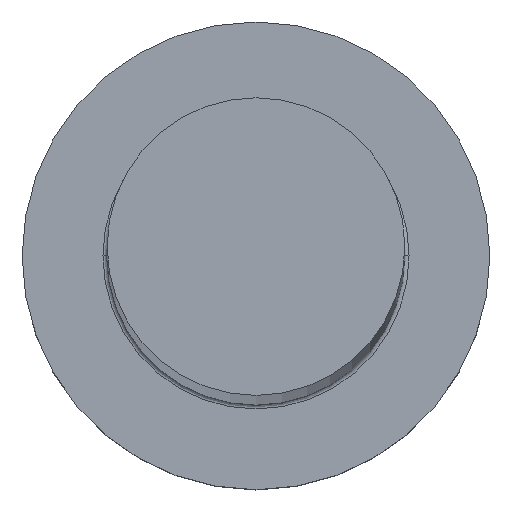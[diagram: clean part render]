
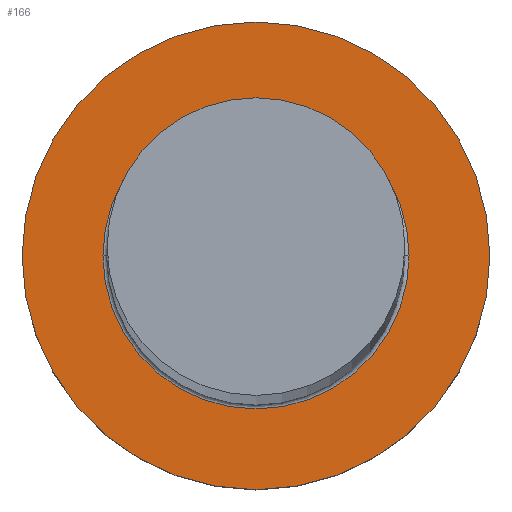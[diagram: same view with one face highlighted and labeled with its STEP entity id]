
A CAD part, top view. The second image highlights one B-rep face of the part: STEP entity #166.
In plain terms, the highlighted planar face has unit normal (0, 0, 1).
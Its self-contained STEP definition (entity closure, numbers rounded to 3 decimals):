
#3 = CIRCLE ( 'NONE', #146, 11. ) ;
#8 = VERTEX_POINT ( 'NONE', #100 ) ;
#13 = EDGE_CURVE ( 'NONE', #131, #155, #53, .T. ) ;
#16 = AXIS2_PLACEMENT_3D ( 'NONE', #302, #90, #282 ) ;
#25 = AXIS2_PLACEMENT_3D ( 'NONE', #119, #303, #93 ) ;
#28 = DIRECTION ( 'NONE',  ( 1., 0., 0. ) ) ;
#30 = DIRECTION ( 'NONE',  ( 0., 0., 1. ) ) ;
#41 = CIRCLE ( 'NONE', #201, 11. ) ;
#44 = CARTESIAN_POINT ( 'NONE',  ( 7.2, 0., 7. ) ) ;
#46 = PLANE ( 'NONE',  #16 ) ;
#49 = CARTESIAN_POINT ( 'NONE',  ( 0., 0., 7. ) ) ;
#53 = CIRCLE ( 'NONE', #225, 7.2 ) ;
#68 = EDGE_CURVE ( 'NONE', #8, #81, #41, .T. ) ;
#75 = DIRECTION ( 'NONE',  ( 0., 0., -1. ) ) ;
#81 = VERTEX_POINT ( 'NONE', #266 ) ;
#87 = CIRCLE ( 'NONE', #25, 7.2 ) ;
#90 = DIRECTION ( 'NONE',  ( 0., 0., 1. ) ) ;
#93 = DIRECTION ( 'NONE',  ( 1., 0., 0. ) ) ;
#100 = CARTESIAN_POINT ( 'NONE',  ( -11., 0., 7. ) ) ;
#101 = ORIENTED_EDGE ( 'NONE', *, *, #203, .T. ) ;
#119 = CARTESIAN_POINT ( 'NONE',  ( 0., 0., 7. ) ) ;
#131 = VERTEX_POINT ( 'NONE', #147 ) ;
#146 = AXIS2_PLACEMENT_3D ( 'NONE', #49, #167, #28 ) ;
#147 = CARTESIAN_POINT ( 'NONE',  ( -7.2, 0., 7. ) ) ;
#152 = ORIENTED_EDGE ( 'NONE', *, *, #68, .T. ) ;
#155 = VERTEX_POINT ( 'NONE', #44 ) ;
#166 = ADVANCED_FACE ( 'NONE', ( #299, #285 ), #46, .T. ) ;
#167 = DIRECTION ( 'NONE',  ( 0., 0., 1. ) ) ;
#190 = ORIENTED_EDGE ( 'NONE', *, *, #240, .T. ) ;
#192 = EDGE_LOOP ( 'NONE', ( #152, #190 ) ) ;
#201 = AXIS2_PLACEMENT_3D ( 'NONE', #241, #30, #290 ) ;
#203 = EDGE_CURVE ( 'NONE', #155, #131, #87, .T. ) ;
#220 = ORIENTED_EDGE ( 'NONE', *, *, #13, .T. ) ;
#225 = AXIS2_PLACEMENT_3D ( 'NONE', #245, #75, #269 ) ;
#237 = EDGE_LOOP ( 'NONE', ( #101, #220 ) ) ;
#240 = EDGE_CURVE ( 'NONE', #81, #8, #3, .T. ) ;
#241 = CARTESIAN_POINT ( 'NONE',  ( 0., 0., 7. ) ) ;
#245 = CARTESIAN_POINT ( 'NONE',  ( 0., 0., 7. ) ) ;
#266 = CARTESIAN_POINT ( 'NONE',  ( 11., 0., 7. ) ) ;
#269 = DIRECTION ( 'NONE',  ( 1., 0., 0. ) ) ;
#282 = DIRECTION ( 'NONE',  ( 1., 0., 0. ) ) ;
#285 = FACE_OUTER_BOUND ( 'NONE', #192, .T. ) ;
#290 = DIRECTION ( 'NONE',  ( 1., 0., 0. ) ) ;
#299 = FACE_BOUND ( 'NONE', #237, .T. ) ;
#302 = CARTESIAN_POINT ( 'NONE',  ( 0., 0., 7. ) ) ;
#303 = DIRECTION ( 'NONE',  ( 0., 0., -1. ) ) ;
